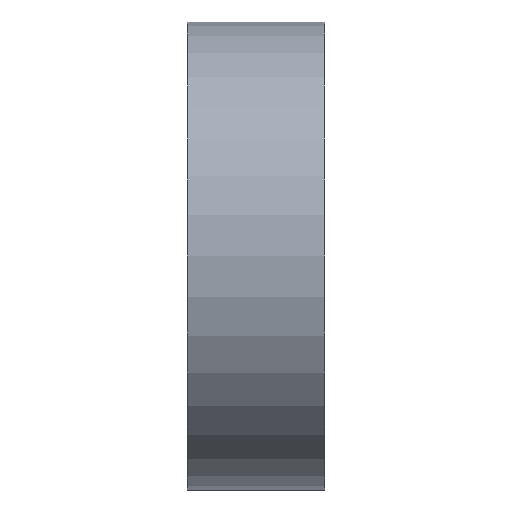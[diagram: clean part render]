
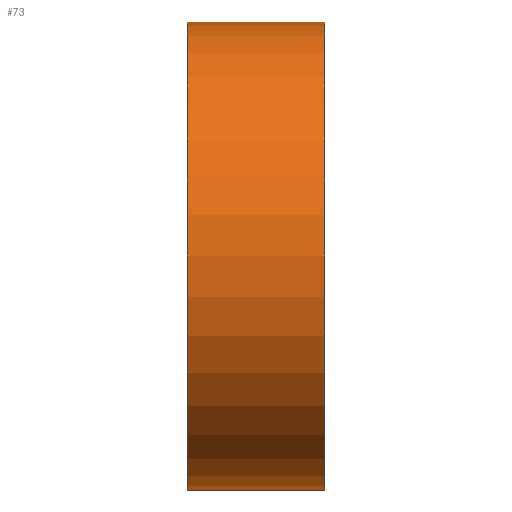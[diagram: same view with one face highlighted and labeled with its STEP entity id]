
A CAD part, left-side view. The second image highlights one B-rep face of the part: STEP entity #73.
In plain terms, the highlighted cylindrical face has radius 62.8 mm (diameter 125.6 mm), a partial arc.
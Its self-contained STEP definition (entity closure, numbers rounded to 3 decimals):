
#7 = DIRECTION ( 'NONE',  ( 0., 0., 1. ) ) ;
#12 = EDGE_CURVE ( 'NONE', #96, #168, #151, .T. ) ;
#14 = LINE ( 'NONE', #194, #118 ) ;
#18 = AXIS2_PLACEMENT_3D ( 'NONE', #84, #115, #7 ) ;
#19 = DIRECTION ( 'NONE',  ( 0., 1., 0. ) ) ;
#21 = AXIS2_PLACEMENT_3D ( 'NONE', #98, #19, #159 ) ;
#30 = EDGE_CURVE ( 'NONE', #100, #175, #140, .T. ) ;
#32 = EDGE_CURVE ( 'NONE', #100, #96, #142, .T. ) ;
#37 = ORIENTED_EDGE ( 'NONE', *, *, #180, .F. ) ;
#42 = CARTESIAN_POINT ( 'NONE',  ( 0., 18.5, 0. ) ) ;
#52 = ORIENTED_EDGE ( 'NONE', *, *, #12, .T. ) ;
#60 = CARTESIAN_POINT ( 'NONE',  ( 0., -18.5, 62.8 ) ) ;
#69 = ORIENTED_EDGE ( 'NONE', *, *, #30, .F. ) ;
#73 = ADVANCED_FACE ( 'NONE', ( #177 ), #179, .T. ) ;
#75 = DIRECTION ( 'NONE',  ( 0., -1., 0. ) ) ;
#78 = CARTESIAN_POINT ( 'NONE',  ( 0., 18.5, 62.8 ) ) ;
#82 = ORIENTED_EDGE ( 'NONE', *, *, #32, .T. ) ;
#84 = CARTESIAN_POINT ( 'NONE',  ( 0., 18.5, 0. ) ) ;
#87 = DIRECTION ( 'NONE',  ( 0., 0., -1. ) ) ;
#96 = VERTEX_POINT ( 'NONE', #196 ) ;
#98 = CARTESIAN_POINT ( 'NONE',  ( 0., -18.5, 0. ) ) ;
#100 = VERTEX_POINT ( 'NONE', #193 ) ;
#109 = DIRECTION ( 'NONE',  ( 0., -1., 0. ) ) ;
#115 = DIRECTION ( 'NONE',  ( 0., 1., 0. ) ) ;
#117 = DIRECTION ( 'NONE',  ( 0., -1., 0. ) ) ;
#118 = VECTOR ( 'NONE', #109, 1000. ) ;
#140 = CIRCLE ( 'NONE', #18, 62.8 ) ;
#142 = LINE ( 'NONE', #145, #162 ) ;
#145 = CARTESIAN_POINT ( 'NONE',  ( 0., 18.5, -62.8 ) ) ;
#151 = CIRCLE ( 'NONE', #21, 62.8 ) ;
#159 = DIRECTION ( 'NONE',  ( 0., 0., 1. ) ) ;
#162 = VECTOR ( 'NONE', #117, 1000. ) ;
#168 = VERTEX_POINT ( 'NONE', #60 ) ;
#170 = EDGE_LOOP ( 'NONE', ( #37, #69, #82, #52 ) ) ;
#173 = AXIS2_PLACEMENT_3D ( 'NONE', #42, #75, #87 ) ;
#175 = VERTEX_POINT ( 'NONE', #78 ) ;
#177 = FACE_OUTER_BOUND ( 'NONE', #170, .T. ) ;
#179 = CYLINDRICAL_SURFACE ( 'NONE', #173, 62.8 ) ;
#180 = EDGE_CURVE ( 'NONE', #175, #168, #14, .T. ) ;
#193 = CARTESIAN_POINT ( 'NONE',  ( 0., 18.5, -62.8 ) ) ;
#194 = CARTESIAN_POINT ( 'NONE',  ( 0., 18.5, 62.8 ) ) ;
#196 = CARTESIAN_POINT ( 'NONE',  ( 0., -18.5, -62.8 ) ) ;
